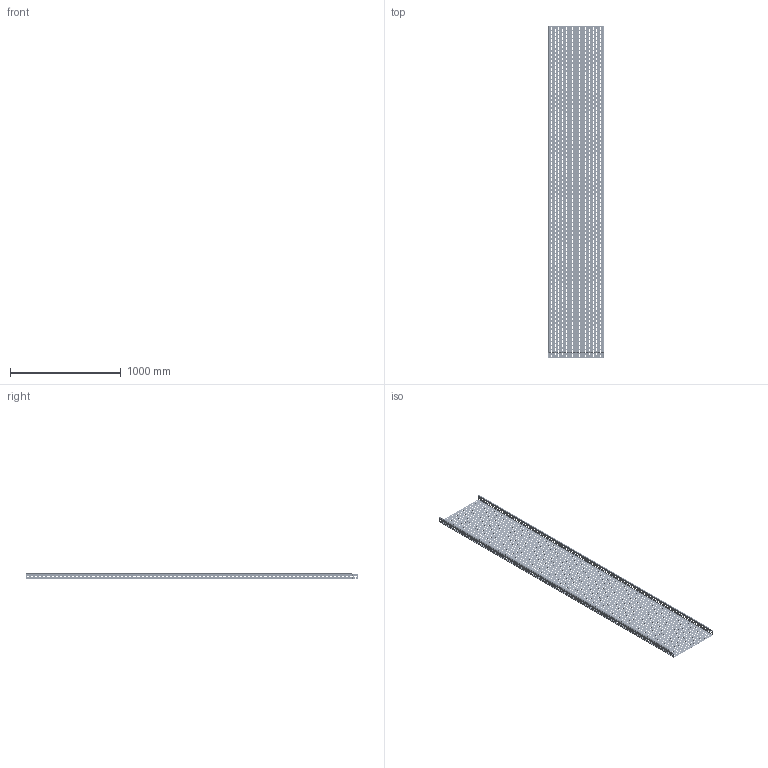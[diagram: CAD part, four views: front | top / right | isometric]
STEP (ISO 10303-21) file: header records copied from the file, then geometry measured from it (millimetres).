
FILE_DESCRIPTION(/* description */ (''),/* implementation_level */ '2;1');
FILE_NAME(/* name */ 'KCJ 500H60 3.stp',/* time_stamp */ '2020-03-24T10:02:42+01:00',/* author */ ('stanislaw.luczak'),/* organization */ (''),/* preprocessor_version */ 'ST-DEVELOPER v18',/* originating_system */ 'Autodesk Inventor 2020',/* authorisation */ '');
FILE_SCHEMA (('AUTOMOTIVE_DESIGN { 1 0 10303 214 3 1 1 }'));
Products named in the file (1): 500H60N_KGJ_3M
Bounding box: 502 x 3000 x 60.97 mm (x, y, z)
Volume: 1653480.5 mm3; surface area: 3401924.8 mm2
Topology: 1 solids, 1 shells, 6331 faces, 19061 edges, 12694 vertices
Faces by surface type: cylinder 3178, plane 3145, torus 4, bspline 4
Entity records: 222306 total; most frequent: CARTESIAN_POINT 38669, ORIENTED_EDGE 38122, DIRECTION 37967, EDGE_CURVE 19061, VERTEX_POINT 12694, LINE 12663, VECTOR 12663, AXIS2_PLACEMENT_3D 12652
